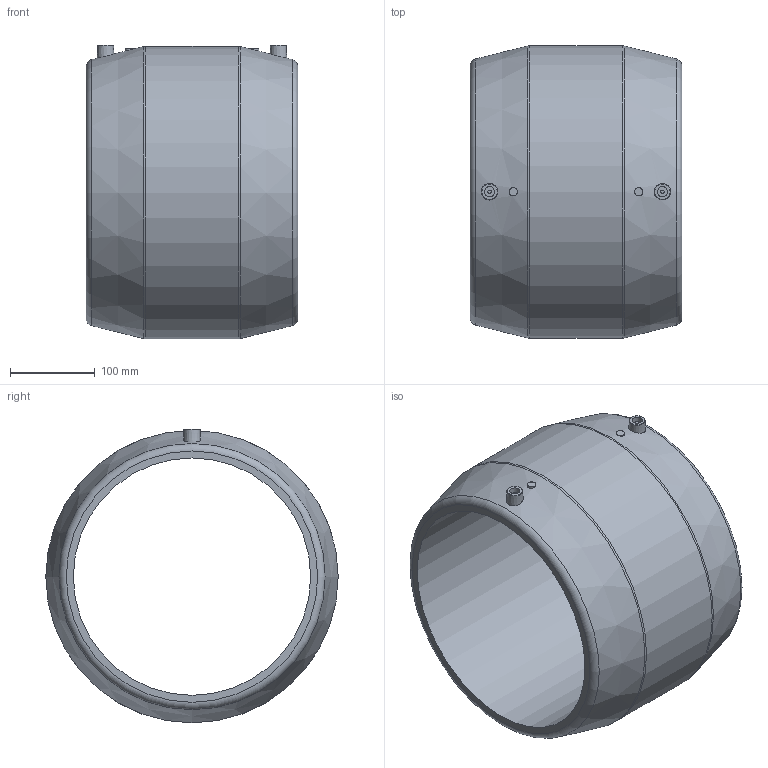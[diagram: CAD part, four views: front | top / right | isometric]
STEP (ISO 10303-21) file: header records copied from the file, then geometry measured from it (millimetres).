
FILE_DESCRIPTION(/* description */ ('Unknown'),/* implementation_level */ '2;1');
FILE_NAME(/* name */ 'MP280C',/* time_stamp */ '2021-02-18T10:22:35+01:00',/* author */ ('Unknown'),/* organization */ ('Unknown'),/* preprocessor_version */ 'ST-DEVELOPER v16.7',/* originating_system */ 'Solid Edge',/* authorisation */ 'Unknown');
FILE_SCHEMA (('AUTOMOTIVE_DESIGN {1 0 10303 214 3 1 1}'));
Length unit declared in the file: millimetre
Products named in the file (1): MP280C
Bounding box: 250 x 345 x 346.5 mm (x, y, z)
Volume: 6719334.7 mm3; surface area: 514862.3 mm2
Topology: 1 solids, 1 shells, 28 faces, 62 edges, 40 vertices
Faces by surface type: plane 10, cylinder 8, torus 6, cone 4
Full cylindrical faces by diameter (mm): 4 x2, 10 x2, 12 x2, 280 x1, 345 x1
Entity records: 646 total; most frequent: CARTESIAN_POINT 145, DIRECTION 106, ORIENTED_EDGE 56, EDGE_LOOP 56, FACE_BOUND 56, AXIS2_PLACEMENT_3D 53, EDGE_CURVE 28, VERTEX_POINT 28
